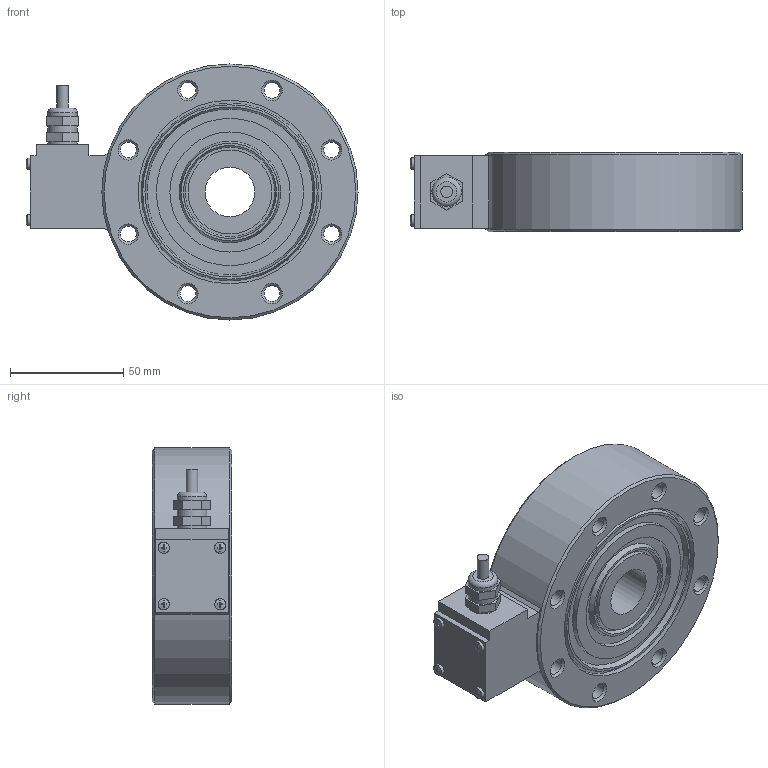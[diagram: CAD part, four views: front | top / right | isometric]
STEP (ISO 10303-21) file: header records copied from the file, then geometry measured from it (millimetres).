
FILE_DESCRIPTION(/* description */ (''),/* implementation_level */ '2;1');
FILE_NAME(/* name */ '363YH-5t v1.step',/* time_stamp */ '2020-01-21T14:49:27-08:00',/* author */ (''),/* organization */ (''),/* preprocessor_version */ 'ST-DEVELOPER v18',/* originating_system */ 'Autodesk Translation Framework v8.12.0.6',/* authorisation */ '');
FILE_SCHEMA (('AUTOMOTIVE_DESIGN { 1 0 10303 214 3 1 1 }'));
Length unit declared in the file: millimetre
Products named in the file (1): 363YH-5t
Bounding box: 146.48 x 35 x 113 mm (x, y, z)
Volume: 350599.3 mm3; surface area: 50650.4 mm2
Topology: 1 solids, 1 shells, 172 faces, 481 edges, 342 vertices
Faces by surface type: plane 99, cylinder 42, cone 26, bspline 4, torus 1
Full cylindrical faces by diameter (mm): 5 x4, 5.1 x1, 7 x8, 13 x3, 22 x1, 37 x2, 53 x2, 65 x2, 81 x2, 113 x1
Entity records: 6944 total; most frequent: CARTESIAN_POINT 2337, ORIENTED_EDGE 962, DIRECTION 936, EDGE_CURVE 481, AXIS2_PLACEMENT_3D 354, VERTEX_POINT 342, LINE 228, VECTOR 228
